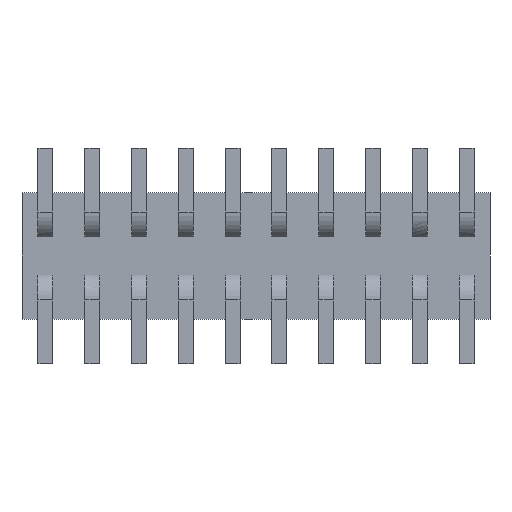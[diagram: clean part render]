
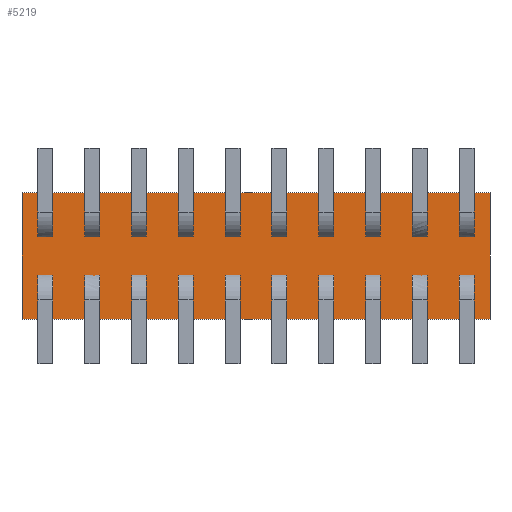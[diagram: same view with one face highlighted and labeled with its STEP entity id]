
A CAD part, front view. The second image highlights one B-rep face of the part: STEP entity #5219.
In plain terms, the highlighted planar face has unit normal (0, -1, 0).
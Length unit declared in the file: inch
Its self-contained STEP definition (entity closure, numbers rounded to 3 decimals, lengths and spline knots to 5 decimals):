
#140=ORIENTED_EDGE('',*,*,#1676,.F.);
#141=ORIENTED_EDGE('',*,*,#1686,.F.);
#142=ORIENTED_EDGE('',*,*,#1683,.F.);
#143=ORIENTED_EDGE('',*,*,#1680,.F.);
#1676=EDGE_CURVE('',#2454,#2455,#2946,.T.);
#1680=EDGE_CURVE('',#2455,#2458,#2950,.T.);
#1683=EDGE_CURVE('',#2458,#2460,#2953,.T.);
#1686=EDGE_CURVE('',#2460,#2454,#2956,.T.);
#2454=VERTEX_POINT('',#7373);
#2455=VERTEX_POINT('',#7374);
#2458=VERTEX_POINT('',#7382);
#2460=VERTEX_POINT('',#7388);
#2946=LINE('',#7372,#3644);
#2950=LINE('',#7381,#3648);
#2953=LINE('',#7387,#3651);
#2956=LINE('',#7393,#3654);
#3644=VECTOR('',#5924,39.37008);
#3648=VECTOR('',#5930,39.37008);
#3651=VECTOR('',#5935,39.37008);
#3654=VECTOR('',#5940,39.37008);
#4347=EDGE_LOOP('',(#140,#141,#142,#143));
#4639=FACE_BOUND('',#4347,.T.);
#4931=PLANE('',#5550);
#5219=ADVANCED_FACE('',(#4639),#4931,.F.);
#5550=AXIS2_PLACEMENT_3D('',#7396,#5944,#5945);
#5924=DIRECTION('',(0.,0.,1.));
#5930=DIRECTION('',(1.,0.,0.));
#5935=DIRECTION('',(0.,0.,-1.));
#5940=DIRECTION('',(-1.,0.,0.));
#5944=DIRECTION('',(0.,1.,0.));
#5945=DIRECTION('',(0.,0.,1.));
#7372=CARTESIAN_POINT('',(-0.25,0.,-0.0675));
#7373=CARTESIAN_POINT('',(-0.25,0.,-0.0675));
#7374=CARTESIAN_POINT('',(-0.25,0.,0.0675));
#7381=CARTESIAN_POINT('',(-0.25,0.,0.0675));
#7382=CARTESIAN_POINT('',(0.25,0.,0.0675));
#7387=CARTESIAN_POINT('',(0.25,0.,0.0675));
#7388=CARTESIAN_POINT('',(0.25,0.,-0.0675));
#7393=CARTESIAN_POINT('',(0.25,0.,-0.0675));
#7396=CARTESIAN_POINT('',(0.,0.,0.));
